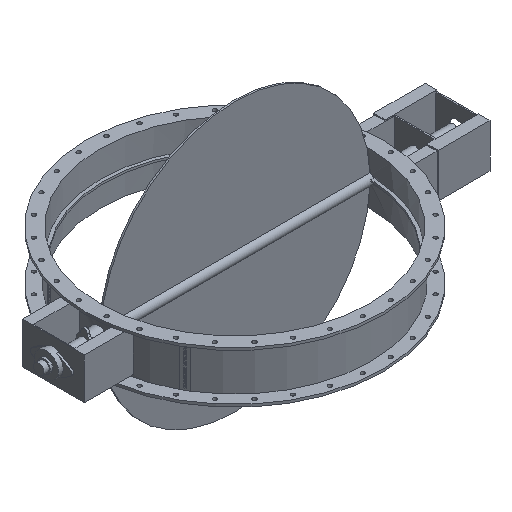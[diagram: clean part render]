
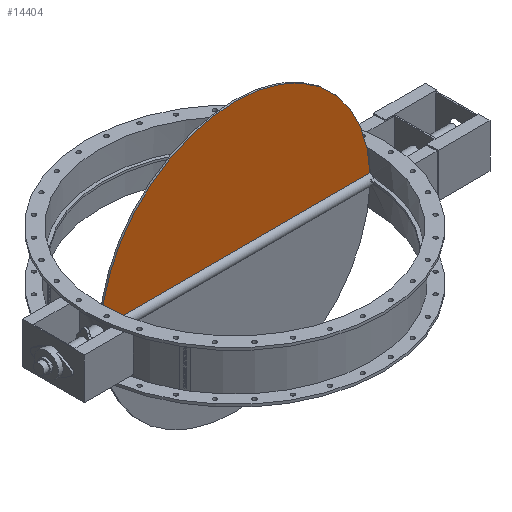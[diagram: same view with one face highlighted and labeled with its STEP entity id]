
A CAD part, isometric view. The second image highlights one B-rep face of the part: STEP entity #14404.
In plain terms, the highlighted planar face has unit normal (0, -1, 0).
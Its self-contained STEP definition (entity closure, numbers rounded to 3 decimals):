
#200=CIRCLE('',#15070,650.);
#955=PLANE('',#15069);
#1582=FACE_OUTER_BOUND('',#2443,.T.);
#2443=EDGE_LOOP('',(#12235,#12236));
#3858=LINE('',#24522,#5255);
#5255=VECTOR('',#17498,10.);
#6928=VERTEX_POINT('',#24520);
#6929=VERTEX_POINT('',#24521);
#8753=EDGE_CURVE('',#6928,#6929,#3858,.T.);
#8754=EDGE_CURVE('',#6928,#6929,#200,.T.);
#12235=ORIENTED_EDGE('',*,*,#8753,.F.);
#12236=ORIENTED_EDGE('',*,*,#8754,.T.);
#14404=ADVANCED_FACE('',(#1582),#955,.T.);
#15069=AXIS2_PLACEMENT_3D('',#24519,#17496,#17497);
#15070=AXIS2_PLACEMENT_3D('',#24523,#17499,#17500);
#17496=DIRECTION('center_axis',(0.,-1.,0.));
#17497=DIRECTION('ref_axis',(0.,0.,-1.));
#17498=DIRECTION('',(-1.,0.,0.));
#17499=DIRECTION('center_axis',(0.,-1.,0.));
#17500=DIRECTION('ref_axis',(1.,0.,0.));
#24519=CARTESIAN_POINT('Origin',(0.,-4.,0.));
#24520=CARTESIAN_POINT('',(649.531,-4.,24.678));
#24521=CARTESIAN_POINT('',(-649.531,-4.,24.678));
#24522=CARTESIAN_POINT('',(944.,-4.,24.678));
#24523=CARTESIAN_POINT('Origin',(0.,-4.,0.));
